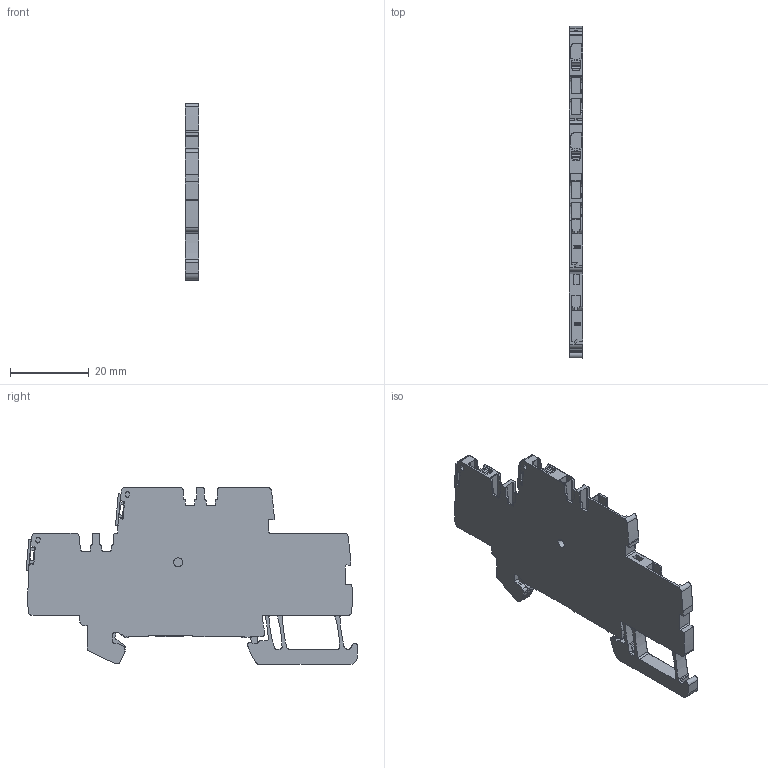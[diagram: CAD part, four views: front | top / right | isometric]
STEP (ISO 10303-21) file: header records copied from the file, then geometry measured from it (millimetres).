
FILE_DESCRIPTION(('CATIA V5R22 STEP214','CAx-IF Rec.Pracs.--- Model Styling and Organization---1.4--- 2014-01-23'),'2;1');
FILE_NAME ('1135726-2_1', '2019-07-05T12:05:07+00:00', ('Weidmueller Interface'), ('Weidmueller'), 'CATIA Version 5-6 Release 2016 SP3 HF44', 'CATIA V5 STEP AP214', 'none');
FILE_SCHEMA(('AUTOMOTIVE_DESIGN { 1 0 10303 214 1 1 1 1 }'));
Length unit declared in the file: millimetre
Products named in the file (1): 2675800000_APGTB_1-5_2T_PE_4C-2_DL
Bounding box: 3.5 x 84.33 x 44.95 mm (x, y, z)
Volume: 7705.7 mm3; surface area: 14193.6 mm2
Topology: 9 solids, 9 shells, 1423 faces, 4117 edges, 2712 vertices
Faces by surface type: plane 711, cylinder 640, extrusion 32, torus 20, bspline 10, sphere 8, cone 2
Entity records: 45000 total; most frequent: CARTESIAN_POINT 10010, ORIENTED_EDGE 8222, DIRECTION 5585, EDGE_CURVE 4111, VERTEX_POINT 2712, VECTOR 2689, LINE 2657, AXIS2_PLACEMENT_3D 2031
